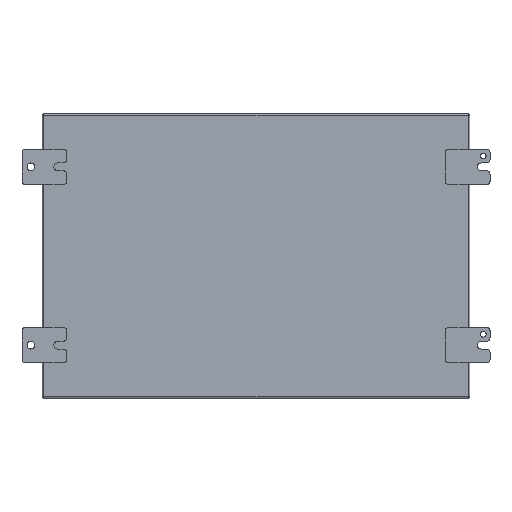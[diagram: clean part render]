
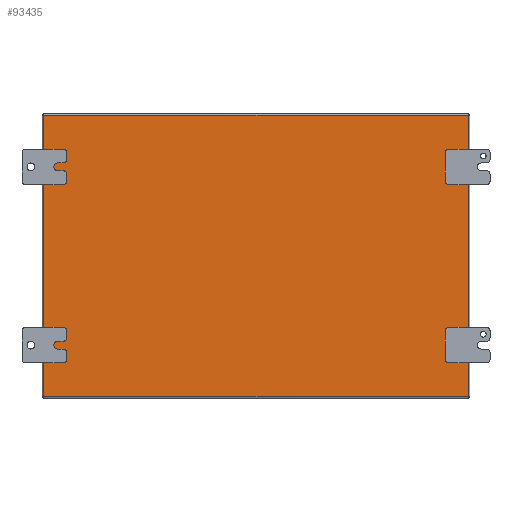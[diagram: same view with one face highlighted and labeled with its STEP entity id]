
A CAD part, left-side view. The second image highlights one B-rep face of the part: STEP entity #93435.
In plain terms, the highlighted face is planar.
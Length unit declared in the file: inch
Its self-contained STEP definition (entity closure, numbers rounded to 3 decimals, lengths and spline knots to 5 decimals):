
#194 = DIRECTION ( 'NONE',  ( 0., 0., -1. ) ) ;
#1909 = DIRECTION ( 'NONE',  ( -1., 0., 0. ) ) ;
#4094 = CARTESIAN_POINT ( 'NONE',  ( -7.892, 0., -11.892 ) ) ;
#4715 = VECTOR ( 'NONE', #194, 39.37008 ) ;
#18730 = CARTESIAN_POINT ( 'NONE',  ( -7.892, 0., 11.892 ) ) ;
#19313 = FACE_OUTER_BOUND ( 'NONE', #31362, .T. ) ;
#19720 = LINE ( 'NONE', #51817, #47085 ) ;
#21922 = ORIENTED_EDGE ( 'NONE', *, *, #62071, .F. ) ;
#30180 = CARTESIAN_POINT ( 'NONE',  ( -7.892, 0., -11.892 ) ) ;
#31362 = EDGE_LOOP ( 'NONE', ( #75409, #53005, #21922, #48029 ) ) ;
#37319 = LINE ( 'NONE', #30180, #4715 ) ;
#41279 = LINE ( 'NONE', #49813, #102689 ) ;
#44512 = DIRECTION ( 'NONE',  ( 0., 0., -1. ) ) ;
#47085 = VECTOR ( 'NONE', #68653, 39.37008 ) ;
#48029 = ORIENTED_EDGE ( 'NONE', *, *, #100807, .F. ) ;
#49673 = LINE ( 'NONE', #18730, #62837 ) ;
#49813 = CARTESIAN_POINT ( 'NONE',  ( 7.892, 0., 11.892 ) ) ;
#51817 = CARTESIAN_POINT ( 'NONE',  ( 7.892, 0., -11.892 ) ) ;
#53005 = ORIENTED_EDGE ( 'NONE', *, *, #78795, .F. ) ;
#55715 = CARTESIAN_POINT ( 'NONE',  ( 7.892, 0., 11.892 ) ) ;
#55775 = VERTEX_POINT ( 'NONE', #97104 ) ;
#62071 = EDGE_CURVE ( 'NONE', #84350, #91568, #49673, .T. ) ;
#62837 = VECTOR ( 'NONE', #1909, 39.37008 ) ;
#68653 = DIRECTION ( 'NONE',  ( 1., 0., 0. ) ) ;
#69020 = VERTEX_POINT ( 'NONE', #4094 ) ;
#69759 = DIRECTION ( 'NONE',  ( 0., -1., 0. ) ) ;
#75409 = ORIENTED_EDGE ( 'NONE', *, *, #80500, .F. ) ;
#78795 = EDGE_CURVE ( 'NONE', #91568, #69020, #37319, .T. ) ;
#80500 = EDGE_CURVE ( 'NONE', #69020, #55775, #19720, .T. ) ;
#83049 = AXIS2_PLACEMENT_3D ( 'NONE', #93857, #69759, #44512 ) ;
#84350 = VERTEX_POINT ( 'NONE', #55715 ) ;
#91568 = VERTEX_POINT ( 'NONE', #98106 ) ;
#93435 = ADVANCED_FACE ( 'NONE', ( #19313 ), #94559, .F. ) ;
#93857 = CARTESIAN_POINT ( 'NONE',  ( -8., 0., -12. ) ) ;
#94559 = PLANE ( 'NONE',  #83049 ) ;
#97104 = CARTESIAN_POINT ( 'NONE',  ( 7.892, 0., -11.892 ) ) ;
#98106 = CARTESIAN_POINT ( 'NONE',  ( -7.892, 0., 11.892 ) ) ;
#100807 = EDGE_CURVE ( 'NONE', #55775, #84350, #41279, .T. ) ;
#102689 = VECTOR ( 'NONE', #108273, 39.37008 ) ;
#108273 = DIRECTION ( 'NONE',  ( 0., 0., 1. ) ) ;
